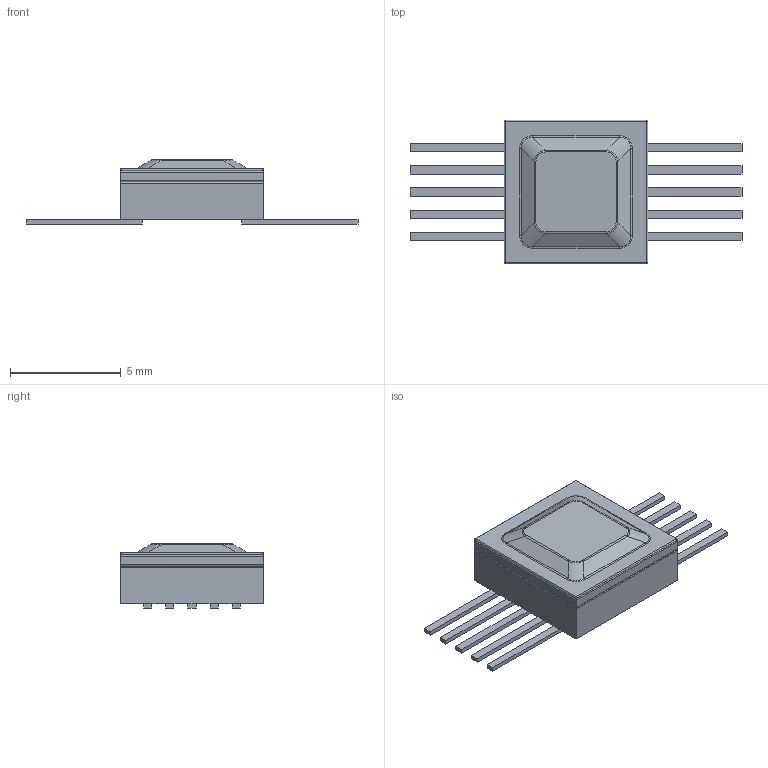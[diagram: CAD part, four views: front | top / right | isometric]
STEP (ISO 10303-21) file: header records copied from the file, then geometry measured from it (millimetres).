
FILE_DESCRIPTION (( 'STEP AP214' ), '1' );
FILE_NAME ('ﾍ02.8-1ﾂ.STEP', '2015-06-01T08:03:55', ( '' ), ( '' ), 'SwSTEP 2.0', 'SolidWorks 2014', '' );
FILE_SCHEMA (( 'AUTOMOTIVE_DESIGN' ));
Length unit declared in the file: millimetre
Products named in the file (1): ﾍ02.8-1ﾂ
Bounding box: 15 x 6.5 x 2.9 mm (x, y, z)
Volume: 108.5 mm3; surface area: 202.3 mm2
Topology: 1 solids, 1 shells, 119 faces, 292 edges, 168 vertices
Faces by surface type: plane 75, cylinder 24, bspline 20
Entity records: 5241 total; most frequent: CARTESIAN_POINT 1307, ORIENTED_EDGE 568, DIRECTION 482, EDGE_CURVE 284, VECTOR 220, LINE 220, VERTEX_POINT 168, AXIS2_PLACEMENT_3D 131
